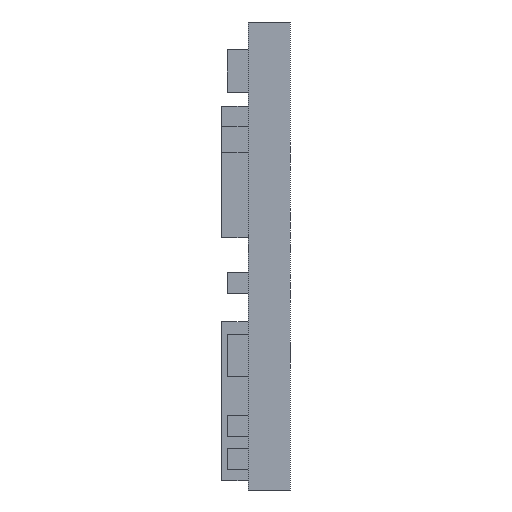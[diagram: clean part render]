
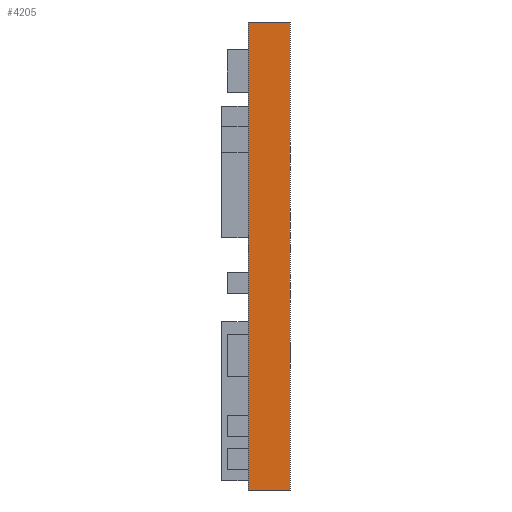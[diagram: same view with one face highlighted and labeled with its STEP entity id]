
A CAD part, left-side view. The second image highlights one B-rep face of the part: STEP entity #4205.
In plain terms, the highlighted planar face has unit normal (-1, 0, 0).
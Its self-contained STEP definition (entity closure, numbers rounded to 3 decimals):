
#144 = VECTOR ( 'NONE', #2916, 1000. ) ;
#225 = DIRECTION ( 'NONE',  ( 0., -1., 0. ) ) ;
#240 = ORIENTED_EDGE ( 'NONE', *, *, #4150, .F. ) ;
#515 = VERTEX_POINT ( 'NONE', #3310 ) ;
#550 = LINE ( 'NONE', #2519, #3685 ) ;
#580 = VECTOR ( 'NONE', #1654, 1000. ) ;
#629 = VERTEX_POINT ( 'NONE', #3337 ) ;
#935 = CARTESIAN_POINT ( 'NONE',  ( -8.9, 0., -8.9 ) ) ;
#1092 = ORIENTED_EDGE ( 'NONE', *, *, #4109, .T. ) ;
#1292 = VERTEX_POINT ( 'NONE', #1953 ) ;
#1360 = CARTESIAN_POINT ( 'NONE',  ( -8.9, 1.6, 8.9 ) ) ;
#1602 = EDGE_CURVE ( 'NONE', #629, #515, #550, .T. ) ;
#1642 = ORIENTED_EDGE ( 'NONE', *, *, #1602, .T. ) ;
#1653 = CARTESIAN_POINT ( 'NONE',  ( -8.9, 1.6, 0. ) ) ;
#1654 = DIRECTION ( 'NONE',  ( 0., 0., -1. ) ) ;
#1953 = CARTESIAN_POINT ( 'NONE',  ( -8.9, 0., 8.9 ) ) ;
#2063 = DIRECTION ( 'NONE',  ( -1., 0., 0. ) ) ;
#2099 = VECTOR ( 'NONE', #225, 1000. ) ;
#2181 = EDGE_CURVE ( 'NONE', #629, #1292, #4821, .T. ) ;
#2192 = EDGE_LOOP ( 'NONE', ( #240, #4767, #1642, #1092 ) ) ;
#2472 = DIRECTION ( 'NONE',  ( 0., 0., -1. ) ) ;
#2519 = CARTESIAN_POINT ( 'NONE',  ( -8.9, 1.6, 0. ) ) ;
#2827 = LINE ( 'NONE', #4030, #2099 ) ;
#2870 = CARTESIAN_POINT ( 'NONE',  ( -8.9, 0., 0. ) ) ;
#2916 = DIRECTION ( 'NONE',  ( 0., -1., 0. ) ) ;
#3070 = FACE_OUTER_BOUND ( 'NONE', #2192, .T. ) ;
#3310 = CARTESIAN_POINT ( 'NONE',  ( -8.9, 1.6, -8.9 ) ) ;
#3337 = CARTESIAN_POINT ( 'NONE',  ( -8.9, 1.6, 8.9 ) ) ;
#3685 = VECTOR ( 'NONE', #2472, 1000. ) ;
#3925 = DIRECTION ( 'NONE',  ( 0., 0., 1. ) ) ;
#4030 = CARTESIAN_POINT ( 'NONE',  ( -8.9, 1.6, -8.9 ) ) ;
#4109 = EDGE_CURVE ( 'NONE', #515, #4598, #2827, .T. ) ;
#4150 = EDGE_CURVE ( 'NONE', #1292, #4598, #4704, .T. ) ;
#4205 = ADVANCED_FACE ( 'NONE', ( #3070 ), #4250, .T. ) ;
#4248 = AXIS2_PLACEMENT_3D ( 'NONE', #1653, #2063, #3925 ) ;
#4250 = PLANE ( 'NONE',  #4248 ) ;
#4598 = VERTEX_POINT ( 'NONE', #935 ) ;
#4704 = LINE ( 'NONE', #2870, #580 ) ;
#4767 = ORIENTED_EDGE ( 'NONE', *, *, #2181, .F. ) ;
#4821 = LINE ( 'NONE', #1360, #144 ) ;
